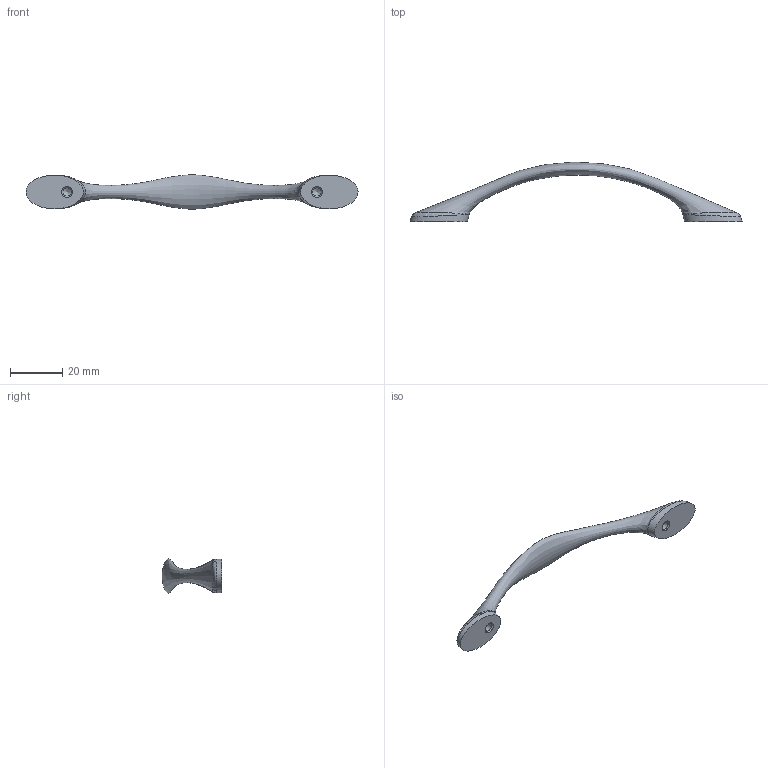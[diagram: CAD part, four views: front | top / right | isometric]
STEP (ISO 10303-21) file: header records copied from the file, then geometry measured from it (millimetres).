
FILE_DESCRIPTION(/* description */ (''),/* implementation_level */ '2;1');
FILE_NAME(/* name */ 'UZ-CAMAI-96.stp',/* time_stamp */ '2023-08-10T12:51:58+02:00',/* author */ ('BartlomiejH'),/* organization */ (''),/* preprocessor_version */ 'ST-DEVELOPER v19.2',/* originating_system */ 'Autodesk Inventor 2023',/* authorisation */ '');
FILE_SCHEMA (('AUTOMOTIVE_DESIGN { 1 0 10303 214 3 1 1 }'));
Length unit declared in the file: millimetre
Products named in the file (1): UZ-CAMAI-96-90
Bounding box: 127.58 x 22.95 x 13.18 mm (x, y, z)
Volume: 5506.1 mm3; surface area: 3454 mm2
Topology: 1 solids, 1 shells, 14 faces, 35 edges, 19 vertices
Faces by surface type: bspline 6, cone 4, cylinder 2, plane 2
Full cylindrical faces by diameter (mm): 3.242 x2
Entity records: 1476 total; most frequent: CARTESIAN_POINT 1141, ORIENTED_EDGE 58, DIRECTION 46, EDGE_CURVE 29, AXIS2_PLACEMENT_3D 20, VERTEX_POINT 19, EDGE_LOOP 16, STYLED_ITEM 15
